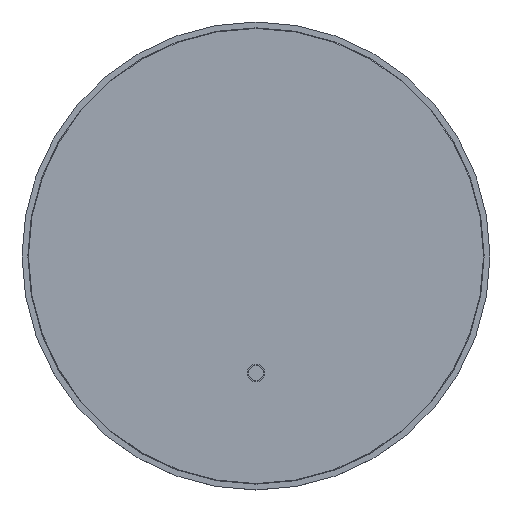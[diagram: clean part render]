
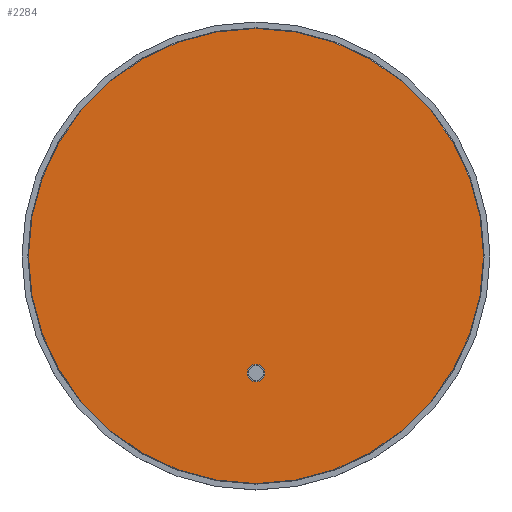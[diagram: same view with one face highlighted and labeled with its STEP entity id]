
A CAD part, top view. The second image highlights one B-rep face of the part: STEP entity #2284.
In plain terms, the highlighted planar face has unit normal (0, 0, 1).
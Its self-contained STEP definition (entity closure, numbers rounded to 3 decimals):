
#29 = CARTESIAN_POINT ( 'NONE',  ( -7.5, -100., 4. ) ) ;
#95 = AXIS2_PLACEMENT_3D ( 'NONE', #806, #1866, #2139 ) ;
#107 = VERTEX_POINT ( 'NONE', #29 ) ;
#139 = EDGE_LOOP ( 'NONE', ( #3271, #1486 ) ) ;
#259 = CARTESIAN_POINT ( 'NONE',  ( 194.5, 0., 4. ) ) ;
#377 = PLANE ( 'NONE',  #2871 ) ;
#423 = CIRCLE ( 'NONE', #2155, 7.5 ) ;
#525 = VERTEX_POINT ( 'NONE', #581 ) ;
#581 = CARTESIAN_POINT ( 'NONE',  ( 7.5, -100., 4. ) ) ;
#806 = CARTESIAN_POINT ( 'NONE',  ( 0., 0., 4. ) ) ;
#894 = CARTESIAN_POINT ( 'NONE',  ( 0., 0., 4. ) ) ;
#941 = DIRECTION ( 'NONE',  ( 1., 0., 0. ) ) ;
#1001 = DIRECTION ( 'NONE',  ( 0., 0., 1. ) ) ;
#1029 = DIRECTION ( 'NONE',  ( 1., 0., 0. ) ) ;
#1049 = CARTESIAN_POINT ( 'NONE',  ( -194.5, 0., 4. ) ) ;
#1159 = ORIENTED_EDGE ( 'NONE', *, *, #2104, .F. ) ;
#1242 = DIRECTION ( 'NONE',  ( 1., 0., 0. ) ) ;
#1276 = EDGE_CURVE ( 'NONE', #525, #107, #2524, .T. ) ;
#1430 = CIRCLE ( 'NONE', #1655, 194.5 ) ;
#1486 = ORIENTED_EDGE ( 'NONE', *, *, #2865, .T. ) ;
#1501 = DIRECTION ( 'NONE',  ( 0., 0., 1. ) ) ;
#1655 = AXIS2_PLACEMENT_3D ( 'NONE', #2316, #1001, #2063 ) ;
#1866 = DIRECTION ( 'NONE',  ( 0., 0., 1. ) ) ;
#2020 = ORIENTED_EDGE ( 'NONE', *, *, #1276, .F. ) ;
#2063 = DIRECTION ( 'NONE',  ( 1., 0., 0. ) ) ;
#2104 = EDGE_CURVE ( 'NONE', #107, #525, #423, .T. ) ;
#2110 = EDGE_CURVE ( 'NONE', #2652, #2576, #1430, .T. ) ;
#2136 = DIRECTION ( 'NONE',  ( 0., 0., 1. ) ) ;
#2139 = DIRECTION ( 'NONE',  ( 1., 0., 0. ) ) ;
#2155 = AXIS2_PLACEMENT_3D ( 'NONE', #3364, #1501, #1242 ) ;
#2204 = CIRCLE ( 'NONE', #95, 194.5 ) ;
#2257 = EDGE_LOOP ( 'NONE', ( #2020, #1159 ) ) ;
#2284 = ADVANCED_FACE ( 'NONE', ( #2716, #3259 ), #377, .T. ) ;
#2316 = CARTESIAN_POINT ( 'NONE',  ( 0., 0., 4. ) ) ;
#2447 = DIRECTION ( 'NONE',  ( 0., 0., 1. ) ) ;
#2524 = CIRCLE ( 'NONE', #3085, 7.5 ) ;
#2576 = VERTEX_POINT ( 'NONE', #259 ) ;
#2652 = VERTEX_POINT ( 'NONE', #1049 ) ;
#2716 = FACE_BOUND ( 'NONE', #2257, .T. ) ;
#2865 = EDGE_CURVE ( 'NONE', #2576, #2652, #2204, .T. ) ;
#2871 = AXIS2_PLACEMENT_3D ( 'NONE', #894, #2447, #941 ) ;
#3085 = AXIS2_PLACEMENT_3D ( 'NONE', #3389, #2136, #1029 ) ;
#3259 = FACE_OUTER_BOUND ( 'NONE', #139, .T. ) ;
#3271 = ORIENTED_EDGE ( 'NONE', *, *, #2110, .T. ) ;
#3364 = CARTESIAN_POINT ( 'NONE',  ( 0., -100., 4. ) ) ;
#3389 = CARTESIAN_POINT ( 'NONE',  ( 0., -100., 4. ) ) ;
